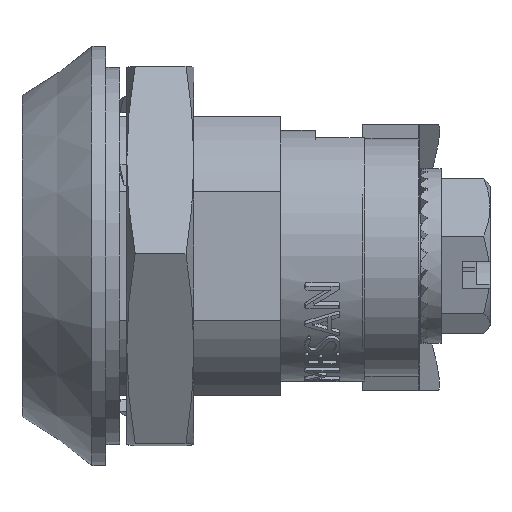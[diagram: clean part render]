
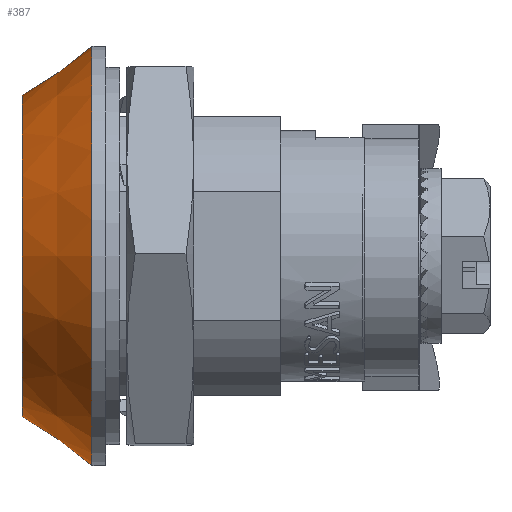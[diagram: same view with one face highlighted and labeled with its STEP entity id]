
A CAD part, left-side view. The second image highlights one B-rep face of the part: STEP entity #387.
In plain terms, the highlighted conical face has half-angle 34.992 degrees and reference radius 15 mm.
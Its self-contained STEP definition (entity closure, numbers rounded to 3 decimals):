
#387=ADVANCED_FACE('',(#825,#826),#827,.T.);
#825=FACE_BOUND('',#1731,.T.);
#826=FACE_OUTER_BOUND('',#1732,.T.);
#827=CONICAL_SURFACE('',#1733,15.0,0.611);
#1731=EDGE_LOOP('',(#3019));
#1732=EDGE_LOOP('',(#3020));
#1733=AXIS2_PLACEMENT_3D('',#3021,#3022,#3023);
#3019=ORIENTED_EDGE('',*,*,#6328,.T.);
#3020=ORIENTED_EDGE('',*,*,#6329,.F.);
#3021=CARTESIAN_POINT('',(0.,-5.0,0.0));
#3022=DIRECTION('',(0.,-1.0,0.0));
#3023=DIRECTION('',(1.0,0.,0.0));
#6328=EDGE_CURVE('',#7409,#7409,#7410,.T.);
#6329=EDGE_CURVE('',#7411,#7411,#7412,.T.);
#7409=VERTEX_POINT('',#9814);
#7410=CIRCLE('',#9815,11.5);
#7411=VERTEX_POINT('',#9816);
#7412=CIRCLE('',#9817,15.0);
#9814=CARTESIAN_POINT('',(11.5,0.,0.0));
#9815=AXIS2_PLACEMENT_3D('',#12840,#12841,#12842);
#9816=CARTESIAN_POINT('',(15.0,-5.0,0.0));
#9817=AXIS2_PLACEMENT_3D('',#12843,#12844,#12845);
#12840=CARTESIAN_POINT('',(0.,0.0,0.0));
#12841=DIRECTION('',(0.,-1.0,0.0));
#12842=DIRECTION('',(1.0,0.,0.0));
#12843=CARTESIAN_POINT('',(0.,-5.0,0.0));
#12844=DIRECTION('',(0.,-1.0,0.0));
#12845=DIRECTION('',(1.0,0.,0.0));
